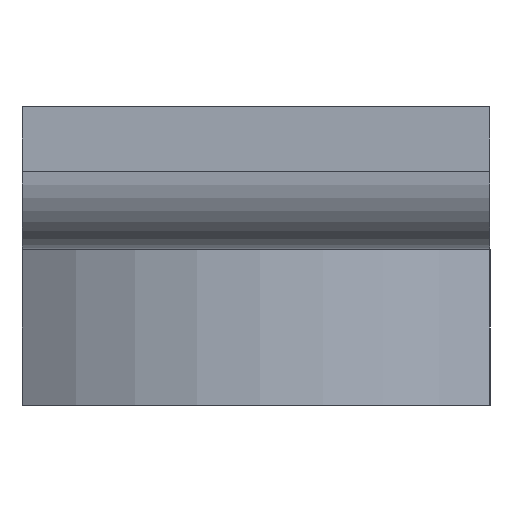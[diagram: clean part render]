
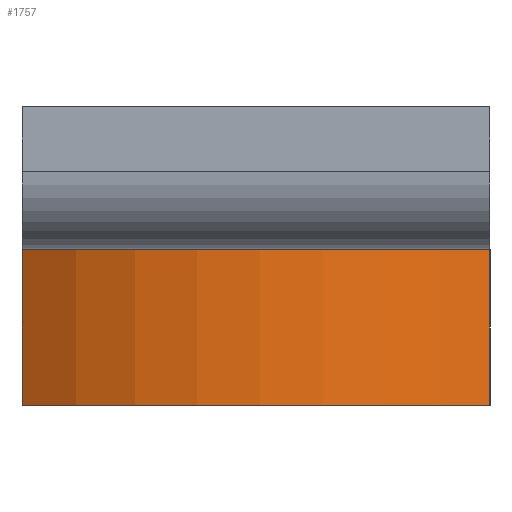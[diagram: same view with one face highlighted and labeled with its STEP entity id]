
A CAD part, left-side view. The second image highlights one B-rep face of the part: STEP entity #1757.
In plain terms, the highlighted cylindrical face has radius 14.342 mm (diameter 28.685 mm), a partial arc.
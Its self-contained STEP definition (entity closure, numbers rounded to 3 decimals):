
#738 = PLANE('',#739);
#739 = AXIS2_PLACEMENT_3D('',#740,#741,#742);
#740 = CARTESIAN_POINT('',(-8.5,0.,0.)
  );
#741 = DIRECTION('',(0.,0.,1.));
#742 = DIRECTION('',(1.,0.,0.));
#938 = VERTEX_POINT('',#939);
#939 = CARTESIAN_POINT('',(-12.045,9.,6.));
#953 = PLANE('',#954);
#954 = AXIS2_PLACEMENT_3D('',#955,#956,#957);
#955 = CARTESIAN_POINT('',(-12.045,9.,
    0.));
#956 = DIRECTION('',(0.,1.,0.));
#957 = DIRECTION('',(1.,0.,0.));
#981 = PLANE('',#982);
#982 = AXIS2_PLACEMENT_3D('',#983,#984,#985);
#983 = CARTESIAN_POINT('',(6.65,0.,6.));
#984 = DIRECTION('',(0.,0.,-1.));
#985 = DIRECTION('',(-1.,0.,0.));
#1164 = VERTEX_POINT('',#1165);
#1165 = CARTESIAN_POINT('',(-11.167,-9.,6.));
#1200 = PLANE('',#1201);
#1201 = AXIS2_PLACEMENT_3D('',#1202,#1203,#1204);
#1202 = CARTESIAN_POINT('',(-8.5,-9.,0.));
#1203 = DIRECTION('',(0.,-1.,0.));
#1204 = DIRECTION('',(-1.,0.,0.));
#1465 = VERTEX_POINT('',#1466);
#1466 = CARTESIAN_POINT('',(-12.045,9.,
    0.));
#1487 = EDGE_CURVE('',#1488,#1465,#1490,.T.);
#1488 = VERTEX_POINT('',#1489);
#1489 = CARTESIAN_POINT('',(-11.167,-9.,
    0.));
#1490 = SURFACE_CURVE('',#1491,(#1496,#1507),.PCURVE_S1.);
#1491 = CIRCLE('',#1492,14.342);
#1492 = AXIS2_PLACEMENT_3D('',#1493,#1494,#1495);
#1493 = CARTESIAN_POINT('',(-0.461,0.543,
    0.));
#1494 = DIRECTION('',(0.,0.,-1.));
#1495 = DIRECTION('',(1.,0.,0.));
#1496 = PCURVE('',#738,#1497);
#1497 = DEFINITIONAL_REPRESENTATION('',(#1498),#1506);
#1498 = ( BOUNDED_CURVE() B_SPLINE_CURVE(2,(#1499,#1500,#1501,#1502,
#1503,#1504,#1505),.UNSPECIFIED.,.F.,.F.) B_SPLINE_CURVE_WITH_KNOTS((1,2
    ,2,2,2,1),(-2.094,0.,2.094,4.189,
6.283,8.378),.UNSPECIFIED.) CURVE() 
GEOMETRIC_REPRESENTATION_ITEM() RATIONAL_B_SPLINE_CURVE((1.,0.5,1.,0.5,
1.,0.5,1.)) REPRESENTATION_ITEM('') );
#1499 = CARTESIAN_POINT('',(22.382,0.543));
#1500 = CARTESIAN_POINT('',(22.382,-24.298));
#1501 = CARTESIAN_POINT('',(0.868,-11.877));
#1502 = CARTESIAN_POINT('',(-20.645,0.543));
#1503 = CARTESIAN_POINT('',(0.868,12.964));
#1504 = CARTESIAN_POINT('',(22.382,25.385));
#1505 = CARTESIAN_POINT('',(22.382,0.543));
#1506 = ( GEOMETRIC_REPRESENTATION_CONTEXT(2) 
PARAMETRIC_REPRESENTATION_CONTEXT() REPRESENTATION_CONTEXT('2D SPACE',''
  ) );
#1507 = PCURVE('',#1508,#1513);
#1508 = CYLINDRICAL_SURFACE('',#1509,14.342);
#1509 = AXIS2_PLACEMENT_3D('',#1510,#1511,#1512);
#1510 = CARTESIAN_POINT('',(-0.461,0.543,
    0.));
#1511 = DIRECTION('',(0.,0.,-1.));
#1512 = DIRECTION('',(1.,0.,0.));
#1513 = DEFINITIONAL_REPRESENTATION('',(#1514),#1518);
#1514 = LINE('',#1515,#1516);
#1515 = CARTESIAN_POINT('',(0.,0.));
#1516 = VECTOR('',#1517,1.);
#1517 = DIRECTION('',(1.,0.));
#1518 = ( GEOMETRIC_REPRESENTATION_CONTEXT(2) 
PARAMETRIC_REPRESENTATION_CONTEXT() REPRESENTATION_CONTEXT('2D SPACE',''
  ) );
#1649 = EDGE_CURVE('',#1164,#938,#1650,.T.);
#1650 = SURFACE_CURVE('',#1651,(#1656,#1663),.PCURVE_S1.);
#1651 = CIRCLE('',#1652,14.342);
#1652 = AXIS2_PLACEMENT_3D('',#1653,#1654,#1655);
#1653 = CARTESIAN_POINT('',(-0.461,0.543,6.));
#1654 = DIRECTION('',(0.,0.,-1.));
#1655 = DIRECTION('',(1.,0.,0.));
#1656 = PCURVE('',#981,#1657);
#1657 = DEFINITIONAL_REPRESENTATION('',(#1658),#1662);
#1658 = CIRCLE('',#1659,14.342);
#1659 = AXIS2_PLACEMENT_2D('',#1660,#1661);
#1660 = CARTESIAN_POINT('',(7.111,0.543));
#1661 = DIRECTION('',(-1.,0.));
#1662 = ( GEOMETRIC_REPRESENTATION_CONTEXT(2) 
PARAMETRIC_REPRESENTATION_CONTEXT() REPRESENTATION_CONTEXT('2D SPACE',''
  ) );
#1663 = PCURVE('',#1508,#1664);
#1664 = DEFINITIONAL_REPRESENTATION('',(#1665),#1669);
#1665 = LINE('',#1666,#1667);
#1666 = CARTESIAN_POINT('',(0.,-6.));
#1667 = VECTOR('',#1668,1.);
#1668 = DIRECTION('',(1.,0.));
#1669 = ( GEOMETRIC_REPRESENTATION_CONTEXT(2) 
PARAMETRIC_REPRESENTATION_CONTEXT() REPRESENTATION_CONTEXT('2D SPACE',''
  ) );
#1676 = EDGE_CURVE('',#1465,#938,#1677,.T.);
#1677 = SURFACE_CURVE('',#1678,(#1682,#1689),.PCURVE_S1.);
#1678 = LINE('',#1679,#1680);
#1679 = CARTESIAN_POINT('',(-12.045,9.,
    0.));
#1680 = VECTOR('',#1681,1.);
#1681 = DIRECTION('',(0.,0.,1.));
#1682 = PCURVE('',#953,#1683);
#1683 = DEFINITIONAL_REPRESENTATION('',(#1684),#1688);
#1684 = LINE('',#1685,#1686);
#1685 = CARTESIAN_POINT('',(0.,0.));
#1686 = VECTOR('',#1687,1.);
#1687 = DIRECTION('',(0.,-1.));
#1688 = ( GEOMETRIC_REPRESENTATION_CONTEXT(2) 
PARAMETRIC_REPRESENTATION_CONTEXT() REPRESENTATION_CONTEXT('2D SPACE',''
  ) );
#1689 = PCURVE('',#1508,#1690);
#1690 = DEFINITIONAL_REPRESENTATION('',(#1691),#1695);
#1691 = LINE('',#1692,#1693);
#1692 = CARTESIAN_POINT('',(3.772,0.));
#1693 = VECTOR('',#1694,1.);
#1694 = DIRECTION('',(0.,-1.));
#1695 = ( GEOMETRIC_REPRESENTATION_CONTEXT(2) 
PARAMETRIC_REPRESENTATION_CONTEXT() REPRESENTATION_CONTEXT('2D SPACE',''
  ) );
#1732 = EDGE_CURVE('',#1488,#1164,#1733,.T.);
#1733 = SURFACE_CURVE('',#1734,(#1738,#1745),.PCURVE_S1.);
#1734 = LINE('',#1735,#1736);
#1735 = CARTESIAN_POINT('',(-11.167,-9.,
    0.));
#1736 = VECTOR('',#1737,1.);
#1737 = DIRECTION('',(0.,0.,1.));
#1738 = PCURVE('',#1200,#1739);
#1739 = DEFINITIONAL_REPRESENTATION('',(#1740),#1744);
#1740 = LINE('',#1741,#1742);
#1741 = CARTESIAN_POINT('',(2.667,0.));
#1742 = VECTOR('',#1743,1.);
#1743 = DIRECTION('',(0.,-1.));
#1744 = ( GEOMETRIC_REPRESENTATION_CONTEXT(2) 
PARAMETRIC_REPRESENTATION_CONTEXT() REPRESENTATION_CONTEXT('2D SPACE',''
  ) );
#1745 = PCURVE('',#1508,#1746);
#1746 = DEFINITIONAL_REPRESENTATION('',(#1747),#1751);
#1747 = LINE('',#1748,#1749);
#1748 = CARTESIAN_POINT('',(2.414,0.));
#1749 = VECTOR('',#1750,1.);
#1750 = DIRECTION('',(0.,-1.));
#1751 = ( GEOMETRIC_REPRESENTATION_CONTEXT(2) 
PARAMETRIC_REPRESENTATION_CONTEXT() REPRESENTATION_CONTEXT('2D SPACE',''
  ) );
#1757 = ADVANCED_FACE('',(#1758),#1508,.T.);
#1758 = FACE_BOUND('',#1759,.T.);
#1759 = EDGE_LOOP('',(#1760,#1761,#1762,#1763));
#1760 = ORIENTED_EDGE('',*,*,#1732,.T.);
#1761 = ORIENTED_EDGE('',*,*,#1649,.T.);
#1762 = ORIENTED_EDGE('',*,*,#1676,.F.);
#1763 = ORIENTED_EDGE('',*,*,#1487,.F.);
